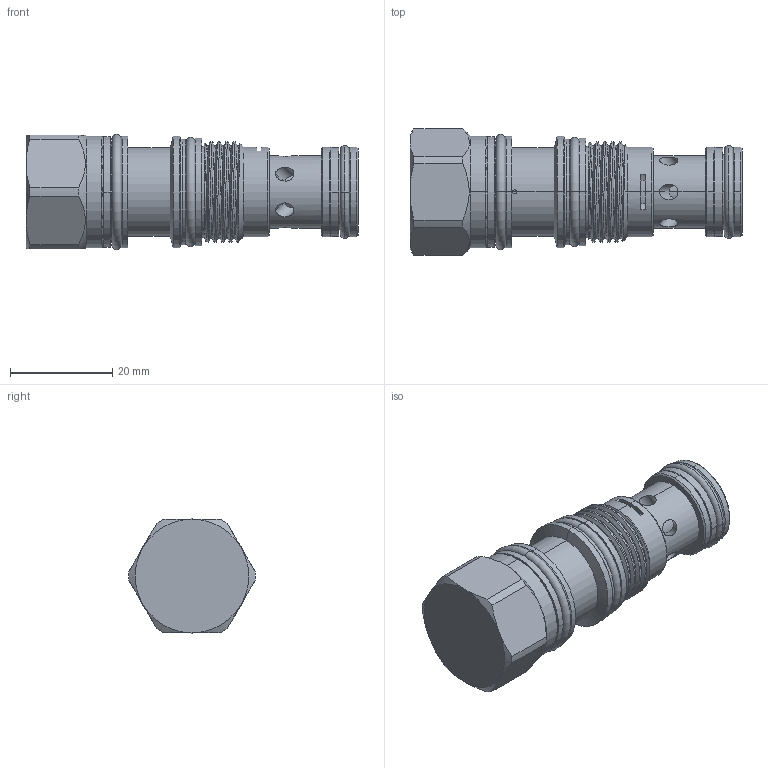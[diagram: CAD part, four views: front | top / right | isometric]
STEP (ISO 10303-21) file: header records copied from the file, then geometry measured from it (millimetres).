
FILE_DESCRIPTION (( 'STEP AP214' ), '1' );
FILE_NAME ('CO11A30(3C)(3D)-N.STEP', '2016-04-15T05:17:04', ( '' ), ( '' ), 'SwSTEP 2.0', 'SolidWorks 2012', '' );
FILE_SCHEMA (( 'AUTOMOTIVE_DESIGN' ));
Length unit declared in the file: millimetre
Products named in the file (1): CO11A30(3C)(3D)-N
Bounding box: 64.97 x 24.79 x 22.55 mm (x, y, z)
Volume: 18193.8 mm3; surface area: 7933.1 mm2
Topology: 4 solids, 4 shells, 204 faces, 460 edges, 279 vertices
Faces by surface type: cylinder 101, plane 34, cone 34, torus 30, bspline 3, sphere 2
Entity records: 7809 total; most frequent: CARTESIAN_POINT 3214, DIRECTION 996, ORIENTED_EDGE 920, EDGE_CURVE 460, AXIS2_PLACEMENT_3D 429, VERTEX_POINT 279, CIRCLE 227, EDGE_LOOP 225
